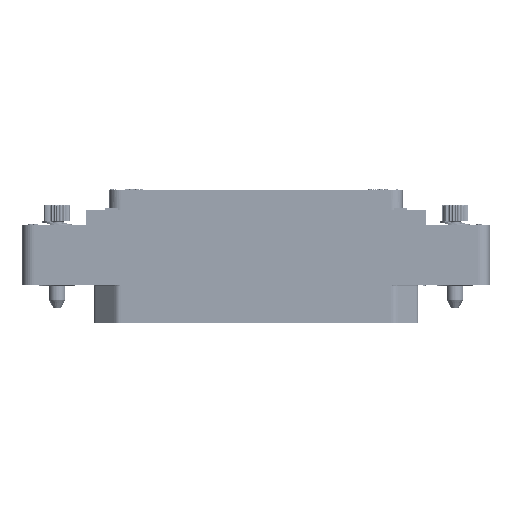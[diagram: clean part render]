
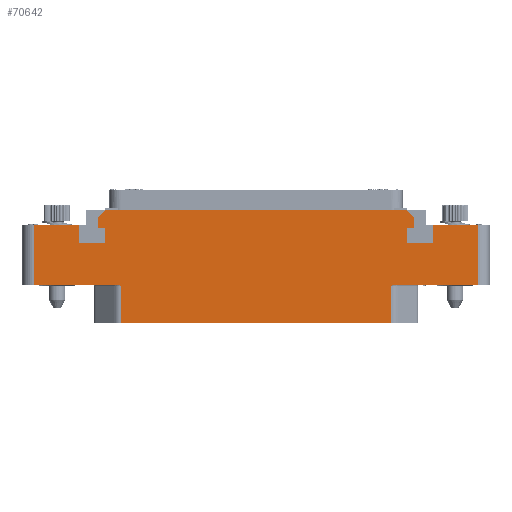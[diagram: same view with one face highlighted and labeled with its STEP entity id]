
A CAD part, top view. The second image highlights one B-rep face of the part: STEP entity #70642.
In plain terms, the highlighted planar face has unit normal (0, 0, 1).
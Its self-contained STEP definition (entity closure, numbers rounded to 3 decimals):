
#1899=DIRECTION('',(-1.,0.,0.));
#1900=VECTOR('',#1899,46.236);
#1901=CARTESIAN_POINT('',(23.118,-6.5,7.));
#1902=LINE('',#1901,#1900);
#2045=DIRECTION('',(0.,1.,0.));
#2046=VECTOR('',#2045,6.3);
#2047=CARTESIAN_POINT('',(23.118,-6.5,7.));
#2048=LINE('',#2047,#2046);
#2054=CARTESIAN_POINT('',(23.118,-0.2,7.));
#2055=CARTESIAN_POINT('',(23.14,-0.192,7.));
#2056=CARTESIAN_POINT('',(23.184,-0.176,7.));
#2057=CARTESIAN_POINT('',(23.251,-0.152,7.));
#2058=CARTESIAN_POINT('',(23.318,-0.128,7.));
#2059=CARTESIAN_POINT('',(23.385,-0.106,7.));
#2060=CARTESIAN_POINT('',(23.451,-0.085,7.));
#2061=CARTESIAN_POINT('',(23.515,-0.066,7.));
#2062=CARTESIAN_POINT('',(23.577,-0.049,7.));
#2063=CARTESIAN_POINT('',(23.636,-0.035,7.));
#2064=CARTESIAN_POINT('',(23.688,-0.024,7.));
#2065=CARTESIAN_POINT('',(23.734,-0.016,7.));
#2066=CARTESIAN_POINT('',(23.776,-0.01,7.));
#2067=CARTESIAN_POINT('',(23.814,-0.005,7.));
#2068=CARTESIAN_POINT('',(23.85,-0.002,7.));
#2069=CARTESIAN_POINT('',(23.884,0.,7.));
#2070=CARTESIAN_POINT('',(23.907,0.,7.));
#2071=CARTESIAN_POINT('',(23.918,0.,7.));
#2078=DIRECTION('',(1.,0.,0.));
#2079=VECTOR('',#2078,7.8);
#2080=CARTESIAN_POINT('',(-38.,10.25,7.));
#2081=LINE('',#2080,#2079);
#2082=DIRECTION('',(0.,-1.,0.));
#2083=VECTOR('',#2082,3.2);
#2084=CARTESIAN_POINT('',(-30.2,10.25,7.));
#2085=LINE('',#2084,#2083);
#2086=DIRECTION('',(1.,0.,0.));
#2087=VECTOR('',#2086,4.4);
#2088=CARTESIAN_POINT('',(-30.2,7.05,7.));
#2089=LINE('',#2088,#2087);
#2090=DIRECTION('',(0.,1.,0.));
#2091=VECTOR('',#2090,2.6);
#2092=CARTESIAN_POINT('',(-25.8,7.05,7.));
#2093=LINE('',#2092,#2091);
#2094=DIRECTION('',(-1.,0.,0.));
#2095=VECTOR('',#2094,1.2);
#2096=CARTESIAN_POINT('',(-25.8,9.65,7.));
#2097=LINE('',#2096,#2095);
#2098=DIRECTION('',(0.,-1.,0.));
#2099=VECTOR('',#2098,1.9);
#2100=CARTESIAN_POINT('',(-27.,11.55,7.));
#2101=LINE('',#2100,#2099);
#2102=DIRECTION('',(1.,0.,0.));
#2103=VECTOR('',#2102,51.6);
#2104=CARTESIAN_POINT('',(-25.8,12.75,7.));
#2105=LINE('',#2104,#2103);
#2106=DIRECTION('',(0.,-1.,0.));
#2107=VECTOR('',#2106,1.9);
#2108=CARTESIAN_POINT('',(27.,11.55,7.));
#2109=LINE('',#2108,#2107);
#2110=DIRECTION('',(-1.,0.,0.));
#2111=VECTOR('',#2110,1.2);
#2112=CARTESIAN_POINT('',(27.,9.65,7.));
#2113=LINE('',#2112,#2111);
#2114=DIRECTION('',(0.,-1.,0.));
#2115=VECTOR('',#2114,2.6);
#2116=CARTESIAN_POINT('',(25.8,9.65,7.));
#2117=LINE('',#2116,#2115);
#2118=DIRECTION('',(1.,0.,0.));
#2119=VECTOR('',#2118,4.4);
#2120=CARTESIAN_POINT('',(25.8,7.05,7.));
#2121=LINE('',#2120,#2119);
#2122=DIRECTION('',(0.,1.,0.));
#2123=VECTOR('',#2122,3.2);
#2124=CARTESIAN_POINT('',(30.2,7.05,7.));
#2125=LINE('',#2124,#2123);
#2126=DIRECTION('',(1.,0.,0.));
#2127=VECTOR('',#2126,7.8);
#2128=CARTESIAN_POINT('',(30.2,10.25,7.));
#2129=LINE('',#2128,#2127);
#2130=DIRECTION('',(1.,0.,0.));
#2131=VECTOR('',#2130,14.082);
#2132=CARTESIAN_POINT('',(23.918,0.,7.));
#2133=LINE('',#2132,#2131);
#2187=DIRECTION('',(0.,1.,0.));
#2188=VECTOR('',#2187,10.25);
#2189=CARTESIAN_POINT('',(38.,0.,7.));
#2190=LINE('',#2189,#2188);
#2799=DIRECTION('',(0.707,-0.707,0.));
#2800=VECTOR('',#2799,1.697);
#2801=CARTESIAN_POINT('',(25.8,12.75,7.));
#2802=LINE('',#2801,#2800);
#5341=DIRECTION('',(-0.707,-0.707,0.));
#5342=VECTOR('',#5341,1.697);
#5343=CARTESIAN_POINT('',(-25.8,12.75,7.));
#5344=LINE('',#5343,#5342);
#5901=DIRECTION('',(0.,-1.,0.));
#5902=VECTOR('',#5901,10.25);
#5903=CARTESIAN_POINT('',(-38.,10.25,7.));
#5904=LINE('',#5903,#5902);
#5936=DIRECTION('',(1.,0.,0.));
#5937=VECTOR('',#5936,14.082);
#5938=CARTESIAN_POINT('',(-38.,0.,7.));
#5939=LINE('',#5938,#5937);
#6051=CARTESIAN_POINT('',(-23.918,0.,7.));
#6052=CARTESIAN_POINT('',(-23.907,0.,7.));
#6053=CARTESIAN_POINT('',(-23.884,0.,7.));
#6054=CARTESIAN_POINT('',(-23.85,-0.002,7.));
#6055=CARTESIAN_POINT('',(-23.814,-0.005,7.));
#6056=CARTESIAN_POINT('',(-23.776,-0.01,7.));
#6057=CARTESIAN_POINT('',(-23.734,-0.016,7.));
#6058=CARTESIAN_POINT('',(-23.688,-0.024,7.));
#6059=CARTESIAN_POINT('',(-23.636,-0.035,7.));
#6060=CARTESIAN_POINT('',(-23.577,-0.049,7.));
#6061=CARTESIAN_POINT('',(-23.515,-0.066,7.));
#6062=CARTESIAN_POINT('',(-23.451,-0.085,7.));
#6063=CARTESIAN_POINT('',(-23.385,-0.106,7.));
#6064=CARTESIAN_POINT('',(-23.318,-0.128,7.));
#6065=CARTESIAN_POINT('',(-23.251,-0.152,7.));
#6066=CARTESIAN_POINT('',(-23.184,-0.176,7.));
#6067=CARTESIAN_POINT('',(-23.14,-0.192,7.));
#6068=CARTESIAN_POINT('',(-23.118,-0.2,7.));
#6070=DIRECTION('',(0.,1.,0.));
#6071=VECTOR('',#6070,6.3);
#6072=CARTESIAN_POINT('',(-23.118,-6.5,7.));
#6073=LINE('',#6072,#6071);
#56455=CARTESIAN_POINT('',(-30.2,10.25,7.));
#56456=CARTESIAN_POINT('',(-30.2,7.05,7.));
#56457=VERTEX_POINT('',#56455);
#56458=VERTEX_POINT('',#56456);
#56459=CARTESIAN_POINT('',(-25.8,7.05,7.));
#56460=VERTEX_POINT('',#56459);
#56461=CARTESIAN_POINT('',(-25.8,9.65,7.));
#56462=VERTEX_POINT('',#56461);
#56463=CARTESIAN_POINT('',(-27.,9.65,7.));
#56464=VERTEX_POINT('',#56463);
#56465=CARTESIAN_POINT('',(27.,9.65,7.));
#56466=CARTESIAN_POINT('',(25.8,9.65,7.));
#56467=VERTEX_POINT('',#56465);
#56468=VERTEX_POINT('',#56466);
#56469=CARTESIAN_POINT('',(25.8,7.05,7.));
#56470=VERTEX_POINT('',#56469);
#56471=CARTESIAN_POINT('',(30.2,7.05,7.));
#56472=VERTEX_POINT('',#56471);
#56473=CARTESIAN_POINT('',(30.2,10.25,7.));
#56474=VERTEX_POINT('',#56473);
#56479=CARTESIAN_POINT('',(-27.,11.55,7.));
#56481=VERTEX_POINT('',#56479);
#56483=CARTESIAN_POINT('',(-25.8,12.75,7.));
#56484=VERTEX_POINT('',#56483);
#56485=CARTESIAN_POINT('',(27.,11.55,7.));
#56487=VERTEX_POINT('',#56485);
#56489=CARTESIAN_POINT('',(25.8,12.75,7.));
#56490=VERTEX_POINT('',#56489);
#56575=CARTESIAN_POINT('',(38.,0.,7.));
#56576=CARTESIAN_POINT('',(38.,10.25,7.));
#56577=VERTEX_POINT('',#56575);
#56578=VERTEX_POINT('',#56576);
#56583=CARTESIAN_POINT('',(-38.,10.25,7.));
#56584=CARTESIAN_POINT('',(-38.,0.,7.));
#56585=VERTEX_POINT('',#56583);
#56586=VERTEX_POINT('',#56584);
#56792=CARTESIAN_POINT('',(23.118,-6.5,7.));
#56794=VERTEX_POINT('',#56792);
#56795=CARTESIAN_POINT('',(-23.118,-6.5,7.));
#56797=VERTEX_POINT('',#56795);
#56859=CARTESIAN_POINT('',(-23.118,-0.2,7.));
#56860=VERTEX_POINT('',#56859);
#56861=CARTESIAN_POINT('',(-23.918,0.,7.));
#56862=VERTEX_POINT('',#56861);
#56863=CARTESIAN_POINT('',(23.118,-0.2,7.));
#56865=VERTEX_POINT('',#56863);
#56867=CARTESIAN_POINT('',(23.918,0.,7.));
#56869=VERTEX_POINT('',#56867);
#70590=CARTESIAN_POINT('',(0.,0.,7.));
#70591=DIRECTION('',(0.,0.,-1.));
#70592=DIRECTION('',(-1.,0.,0.));
#70593=AXIS2_PLACEMENT_3D('',#70590,#70591,#70592);
#70594=PLANE('',#70593);
#70596=ORIENTED_EDGE('',*,*,#70595,.F.);
#70597=ORIENTED_EDGE('',*,*,#70582,.F.);
#70598=ORIENTED_EDGE('',*,*,#70571,.F.);
#70599=ORIENTED_EDGE('',*,*,#70421,.T.);
#70601=ORIENTED_EDGE('',*,*,#70600,.T.);
#70603=ORIENTED_EDGE('',*,*,#70602,.F.);
#70605=ORIENTED_EDGE('',*,*,#70604,.F.);
#70607=ORIENTED_EDGE('',*,*,#70606,.F.);
#70609=ORIENTED_EDGE('',*,*,#70608,.T.);
#70611=ORIENTED_EDGE('',*,*,#70610,.T.);
#70613=ORIENTED_EDGE('',*,*,#70612,.T.);
#70615=ORIENTED_EDGE('',*,*,#70614,.T.);
#70617=ORIENTED_EDGE('',*,*,#70616,.T.);
#70619=ORIENTED_EDGE('',*,*,#70618,.F.);
#70621=ORIENTED_EDGE('',*,*,#70620,.F.);
#70623=ORIENTED_EDGE('',*,*,#70622,.T.);
#70625=ORIENTED_EDGE('',*,*,#70624,.T.);
#70627=ORIENTED_EDGE('',*,*,#70626,.T.);
#70629=ORIENTED_EDGE('',*,*,#70628,.T.);
#70631=ORIENTED_EDGE('',*,*,#70630,.T.);
#70633=ORIENTED_EDGE('',*,*,#70632,.T.);
#70635=ORIENTED_EDGE('',*,*,#70634,.T.);
#70637=ORIENTED_EDGE('',*,*,#70636,.T.);
#70639=ORIENTED_EDGE('',*,*,#70638,.F.);
#70640=EDGE_LOOP('',(#70596,#70597,#70598,#70599,#70601,#70603,#70605,#70607,
#70609,#70611,#70613,#70615,#70617,#70619,#70621,#70623,#70625,#70627,#70629,
#70631,#70633,#70635,#70637,#70639));
#70641=FACE_OUTER_BOUND('',#70640,.F.);
#70642=ADVANCED_FACE('',(#70641),#70594,.F.);
#2072=B_SPLINE_CURVE_WITH_KNOTS('',3,(#2054,#2055,#2056,#2057,#2058,#2059,#2060,
#2061,#2062,#2063,#2064,#2065,#2066,#2067,#2068,#2069,#2070,#2071),
.UNSPECIFIED.,.F.,.F.,(4,1,1,1,1,1,1,1,1,1,1,1,1,1,1,4),(0.,0.067,
0.133,0.2,0.267,0.333,0.4,
0.467,0.533,0.6,0.667,0.733,
0.8,0.867,0.933,1.),.UNSPECIFIED.);
#6069=B_SPLINE_CURVE_WITH_KNOTS('',3,(#6051,#6052,#6053,#6054,#6055,#6056,#6057,
#6058,#6059,#6060,#6061,#6062,#6063,#6064,#6065,#6066,#6067,#6068),
.UNSPECIFIED.,.F.,.F.,(4,1,1,1,1,1,1,1,1,1,1,1,1,1,1,4),(0.,0.067,
0.133,0.2,0.267,0.333,0.4,
0.467,0.533,0.6,0.667,0.733,
0.8,0.867,0.933,1.),.UNSPECIFIED.);
#70421=EDGE_CURVE('',#56794,#56797,#1902,.T.);
#70571=EDGE_CURVE('',#56794,#56865,#2048,.T.);
#70582=EDGE_CURVE('',#56865,#56869,#2072,.T.);
#70595=EDGE_CURVE('',#56869,#56577,#2133,.T.);
#70600=EDGE_CURVE('',#56797,#56860,#6073,.T.);
#70602=EDGE_CURVE('',#56862,#56860,#6069,.T.);
#70604=EDGE_CURVE('',#56586,#56862,#5939,.T.);
#70606=EDGE_CURVE('',#56585,#56586,#5904,.T.);
#70608=EDGE_CURVE('',#56585,#56457,#2081,.T.);
#70610=EDGE_CURVE('',#56457,#56458,#2085,.T.);
#70612=EDGE_CURVE('',#56458,#56460,#2089,.T.);
#70614=EDGE_CURVE('',#56460,#56462,#2093,.T.);
#70616=EDGE_CURVE('',#56462,#56464,#2097,.T.);
#70618=EDGE_CURVE('',#56481,#56464,#2101,.T.);
#70620=EDGE_CURVE('',#56484,#56481,#5344,.T.);
#70622=EDGE_CURVE('',#56484,#56490,#2105,.T.);
#70624=EDGE_CURVE('',#56490,#56487,#2802,.T.);
#70626=EDGE_CURVE('',#56487,#56467,#2109,.T.);
#70628=EDGE_CURVE('',#56467,#56468,#2113,.T.);
#70630=EDGE_CURVE('',#56468,#56470,#2117,.T.);
#70632=EDGE_CURVE('',#56470,#56472,#2121,.T.);
#70634=EDGE_CURVE('',#56472,#56474,#2125,.T.);
#70636=EDGE_CURVE('',#56474,#56578,#2129,.T.);
#70638=EDGE_CURVE('',#56577,#56578,#2190,.T.);
